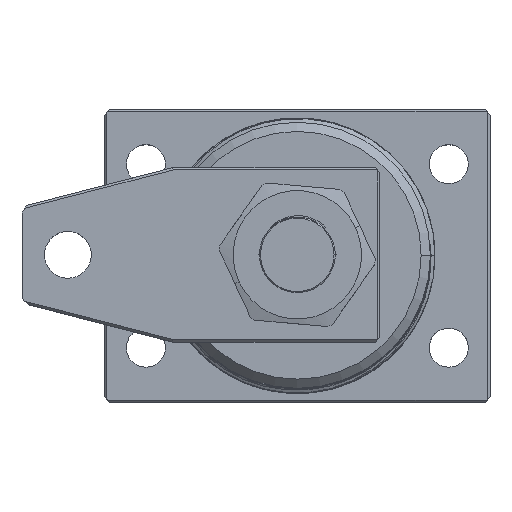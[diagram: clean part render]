
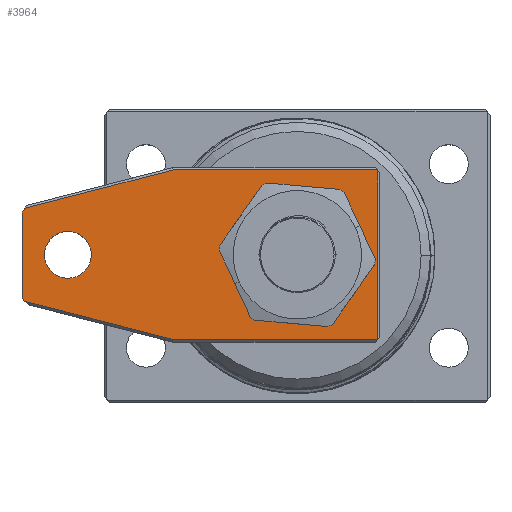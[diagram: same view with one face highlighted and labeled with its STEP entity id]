
A CAD part, top view. The second image highlights one B-rep face of the part: STEP entity #3964.
In plain terms, the highlighted planar face has unit normal (0, 0, 1).
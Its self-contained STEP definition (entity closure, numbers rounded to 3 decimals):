
#281 = VECTOR ( 'NONE', #1357, 1000. ) ;
#346 = ORIENTED_EDGE ( 'NONE', *, *, #3278, .T. ) ;
#378 = EDGE_CURVE ( 'NONE', #5309, #10119, #2953, .T. ) ;
#441 = CARTESIAN_POINT ( 'NONE',  ( 6.981, 0., 19. ) ) ;
#735 = CIRCLE ( 'NONE', #8657, 12.5 ) ;
#785 = ORIENTED_EDGE ( 'NONE', *, *, #3350, .T. ) ;
#815 = EDGE_CURVE ( 'NONE', #11540, #1463, #5635, .T. ) ;
#825 = DIRECTION ( 'NONE',  ( 0., -1., 0. ) ) ;
#882 = CARTESIAN_POINT ( 'NONE',  ( -48.119, 0., 19. ) ) ;
#881 = CARTESIAN_POINT ( 'NONE',  ( -53.019, 9.107, 19. ) ) ;
#889 = VECTOR ( 'NONE', #825, 1000. ) ;
#894 = CARTESIAN_POINT ( 'NONE',  ( 24.481, 18., 19. ) ) ;
#1081 = CARTESIAN_POINT ( 'NONE',  ( 23.981, -18.5, 19. ) ) ;
#1113 = DIRECTION ( 'NONE',  ( 0., 0., 1. ) ) ;
#1200 = CARTESIAN_POINT ( 'NONE',  ( 0., 0., 19. ) ) ;
#1228 = CARTESIAN_POINT ( 'NONE',  ( -20.088, 18.5, 19. ) ) ;
#1233 = ORIENTED_EDGE ( 'NONE', *, *, #9528, .T. ) ;
#1265 = CARTESIAN_POINT ( 'NONE',  ( -37.919, 0., 19. ) ) ;
#1357 = DIRECTION ( 'NONE',  ( 0.707, -0.707, 0. ) ) ;
#1396 = DIRECTION ( 'NONE',  ( 1., 0., 0. ) ) ;
#1463 = VERTEX_POINT ( 'NONE', #8551 ) ;
#1466 = CARTESIAN_POINT ( 'NONE',  ( -52.409, 10.141, 19. ) ) ;
#1571 = VERTEX_POINT ( 'NONE', #7655 ) ;
#1912 = VECTOR ( 'NONE', #3320, 1000. ) ;
#2130 = DIRECTION ( 'NONE',  ( 1., 0., 0. ) ) ;
#2313 = VECTOR ( 'NONE', #10956, 1000. ) ;
#2516 = VERTEX_POINT ( 'NONE', #4646 ) ;
#2625 = LINE ( 'NONE', #5239, #2313 ) ;
#2853 = CARTESIAN_POINT ( 'NONE',  ( -43.019, 0., 19. ) ) ;
#2953 = CIRCLE ( 'NONE', #8790, 5.1 ) ;
#3253 = EDGE_CURVE ( 'NONE', #1571, #10941, #7859, .T. ) ;
#3278 = EDGE_CURVE ( 'NONE', #6516, #6218, #10111, .T. ) ;
#3280 = CARTESIAN_POINT ( 'NONE',  ( -20.152, 18.5, 19. ) ) ;
#3320 = DIRECTION ( 'NONE',  ( -0.508, -0.862, 0. ) ) ;
#3350 = EDGE_CURVE ( 'NONE', #10677, #6805, #4438, .T. ) ;
#3433 = EDGE_LOOP ( 'NONE', ( #9714, #4352 ) ) ;
#3796 = DIRECTION ( 'NONE',  ( 1., 0., 0. ) ) ;
#3812 = LINE ( 'NONE', #894, #4108 ) ;
#3964 = ADVANCED_FACE ( 'NONE', ( #4446, #11738, #6696 ), #6741, .T. ) ;
#4045 = EDGE_CURVE ( 'NONE', #9769, #2516, #11450, .T. ) ;
#4108 = VECTOR ( 'NONE', #6584, 1000. ) ;
#4168 = CARTESIAN_POINT ( 'NONE',  ( 6.981, 0., 19. ) ) ;
#4233 = DIRECTION ( 'NONE',  ( -1., 0., 0. ) ) ;
#4251 = LINE ( 'NONE', #7350, #9340 ) ;
#4352 = ORIENTED_EDGE ( 'NONE', *, *, #6311, .F. ) ;
#4438 = LINE ( 'NONE', #5232, #1912 ) ;
#4446 = FACE_BOUND ( 'NONE', #3433, .T. ) ;
#4597 = EDGE_CURVE ( 'NONE', #6805, #1571, #5909, .T. ) ;
#4621 = ORIENTED_EDGE ( 'NONE', *, *, #9424, .T. ) ;
#4646 = CARTESIAN_POINT ( 'NONE',  ( -5.519, 0., 19. ) ) ;
#5008 = VECTOR ( 'NONE', #4233, 1000. ) ;
#5116 = DIRECTION ( 'NONE',  ( 1., 0., 0. ) ) ;
#5232 = CARTESIAN_POINT ( 'NONE',  ( -43.344, 25.531, 19. ) ) ;
#5239 = CARTESIAN_POINT ( 'NONE',  ( -20.026, -18.516, 19. ) ) ;
#5309 = VERTEX_POINT ( 'NONE', #882 ) ;
#5635 = LINE ( 'NONE', #1081, #9388 ) ;
#5909 = LINE ( 'NONE', #10333, #889 ) ;
#6218 = VERTEX_POINT ( 'NONE', #1228 ) ;
#6307 = CARTESIAN_POINT ( 'NONE',  ( -52.366, -10.152, 19. ) ) ;
#6311 = EDGE_CURVE ( 'NONE', #2516, #9769, #735, .T. ) ;
#6377 = DIRECTION ( 'NONE',  ( -0.968, -0.25, 0. ) ) ;
#6516 = VERTEX_POINT ( 'NONE', #10077 ) ;
#6584 = DIRECTION ( 'NONE',  ( 0., 1., 0. ) ) ;
#6696 = FACE_OUTER_BOUND ( 'NONE', #10126, .T. ) ;
#6741 = PLANE ( 'NONE',  #9043 ) ;
#6805 = VERTEX_POINT ( 'NONE', #881 ) ;
#6820 = CARTESIAN_POINT ( 'NONE',  ( -43.019, 0., 19. ) ) ;
#7010 = CARTESIAN_POINT ( 'NONE',  ( -31.259, -31.259, 19. ) ) ;
#7088 = DIRECTION ( 'NONE',  ( 0., 0., 1. ) ) ;
#7350 = CARTESIAN_POINT ( 'NONE',  ( -51.925, 10.266, 19. ) ) ;
#7547 = AXIS2_PLACEMENT_3D ( 'NONE', #2853, #9539, #3796 ) ;
#7655 = CARTESIAN_POINT ( 'NONE',  ( -53.019, -9.5, 19. ) ) ;
#7759 = ORIENTED_EDGE ( 'NONE', *, *, #4597, .T. ) ;
#7770 = DIRECTION ( 'NONE',  ( 1., 0., 0. ) ) ;
#7793 = CARTESIAN_POINT ( 'NONE',  ( -20.088, -18.5, 19. ) ) ;
#7837 = DIRECTION ( 'NONE',  ( 0., 0., 1. ) ) ;
#7859 = LINE ( 'NONE', #7010, #281 ) ;
#8208 = EDGE_CURVE ( 'NONE', #1463, #6516, #3812, .T. ) ;
#8265 = EDGE_CURVE ( 'NONE', #10119, #5309, #11142, .T. ) ;
#8551 = CARTESIAN_POINT ( 'NONE',  ( 24.481, -18.5, 19. ) ) ;
#8657 = AXIS2_PLACEMENT_3D ( 'NONE', #441, #7088, #1396 ) ;
#8785 = ORIENTED_EDGE ( 'NONE', *, *, #8208, .T. ) ;
#8790 = AXIS2_PLACEMENT_3D ( 'NONE', #6820, #1113, #7770 ) ;
#8817 = ORIENTED_EDGE ( 'NONE', *, *, #8265, .F. ) ;
#9043 = AXIS2_PLACEMENT_3D ( 'NONE', #1200, #7837, #2130 ) ;
#9340 = VECTOR ( 'NONE', #6377, 1000. ) ;
#9388 = VECTOR ( 'NONE', #10610, 1000. ) ;
#9424 = EDGE_CURVE ( 'NONE', #10941, #11540, #2625, .T. ) ;
#9528 = EDGE_CURVE ( 'NONE', #6218, #10677, #4251, .T. ) ;
#9539 = DIRECTION ( 'NONE',  ( 0., 0., 1. ) ) ;
#9714 = ORIENTED_EDGE ( 'NONE', *, *, #4045, .F. ) ;
#9769 = VERTEX_POINT ( 'NONE', #12325 ) ;
#9993 = ORIENTED_EDGE ( 'NONE', *, *, #3253, .T. ) ;
#10077 = CARTESIAN_POINT ( 'NONE',  ( 24.481, 18.5, 19. ) ) ;
#10111 = LINE ( 'NONE', #3280, #5008 ) ;
#10119 = VERTEX_POINT ( 'NONE', #1265 ) ;
#10126 = EDGE_LOOP ( 'NONE', ( #346, #1233, #785, #7759, #9993, #4621, #11615, #8785 ) ) ;
#10333 = CARTESIAN_POINT ( 'NONE',  ( -53.019, 10.5, 19. ) ) ;
#10610 = DIRECTION ( 'NONE',  ( 1., 0., 0. ) ) ;
#10677 = VERTEX_POINT ( 'NONE', #1466 ) ;
#10765 = ORIENTED_EDGE ( 'NONE', *, *, #378, .F. ) ;
#10843 = DIRECTION ( 'NONE',  ( 0., 0., 1. ) ) ;
#10941 = VERTEX_POINT ( 'NONE', #6307 ) ;
#10956 = DIRECTION ( 'NONE',  ( 0.968, -0.25, 0. ) ) ;
#11142 = CIRCLE ( 'NONE', #7547, 5.1 ) ;
#11450 = CIRCLE ( 'NONE', #12242, 12.5 ) ;
#11540 = VERTEX_POINT ( 'NONE', #7793 ) ;
#11615 = ORIENTED_EDGE ( 'NONE', *, *, #815, .T. ) ;
#11738 = FACE_BOUND ( 'NONE', #12249, .T. ) ;
#12242 = AXIS2_PLACEMENT_3D ( 'NONE', #4168, #10843, #5116 ) ;
#12249 = EDGE_LOOP ( 'NONE', ( #8817, #10765 ) ) ;
#12325 = CARTESIAN_POINT ( 'NONE',  ( 19.481, 0., 19. ) ) ;
